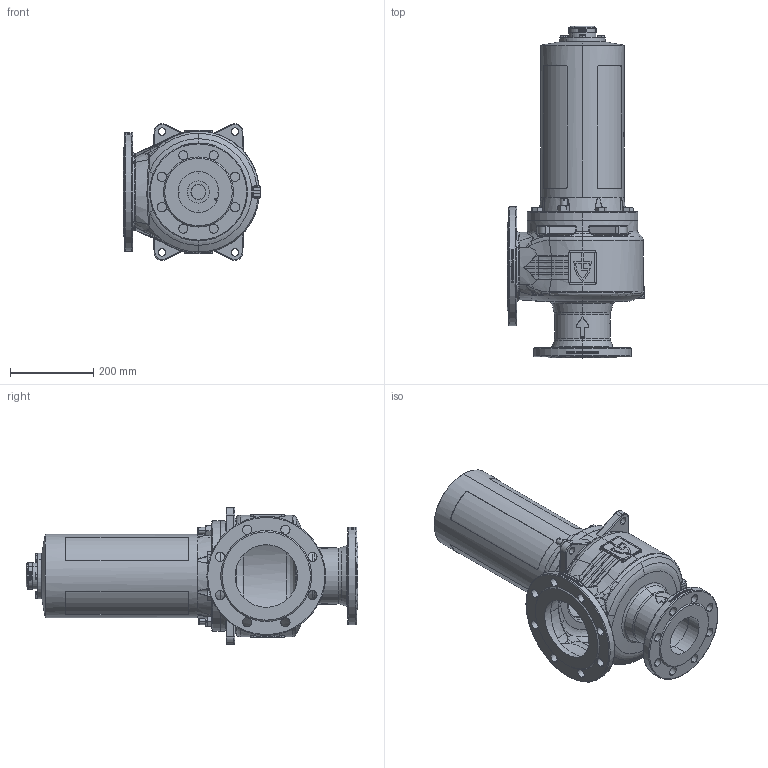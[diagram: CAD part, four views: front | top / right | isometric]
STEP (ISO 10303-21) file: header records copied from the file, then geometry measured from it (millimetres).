
FILE_DESCRIPTION (( 'STEP AP214' ), '1' );
FILE_NAME ('455TGFO_100_FLFL_100150_MD.STEP', '2020-08-20T12:39:01', ( '' ), ( '' ), 'SwSTEP 2.0', 'SolidWorks 2020', '' );
FILE_SCHEMA (( 'AUTOMOTIVE_DESIGN' ));
Length unit declared in the file: millimetre
Products named in the file (1): 455TGFO_100_FLFL_100150_MD
Bounding box: 329 x 796.5 x 327.98 mm (x, y, z)
Volume: 6990057.3 mm3; surface area: 1520327.7 mm2
Topology: 19 solids, 19 shells, 2692 faces, 6870 edges, 4364 vertices
Faces by surface type: plane 1028, bspline 772, cylinder 509, cone 238, torus 144, sphere 1
Entity records: 204843 total; most frequent: CARTESIAN_POINT 115649, ORIENTED_EDGE 13640, DIRECTION 10392, EDGE_CURVE 6820, VERTEX_POINT 4364, AXIS2_PLACEMENT_3D 4120, EDGE_LOOP 2982, UNCERTAINTY_MEASURE_WITH_UNIT 2704
